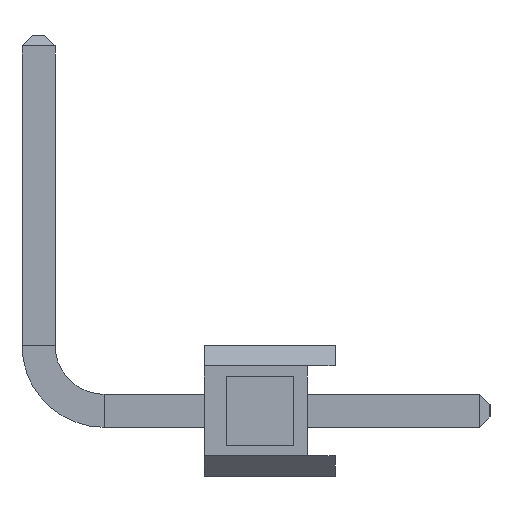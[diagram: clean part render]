
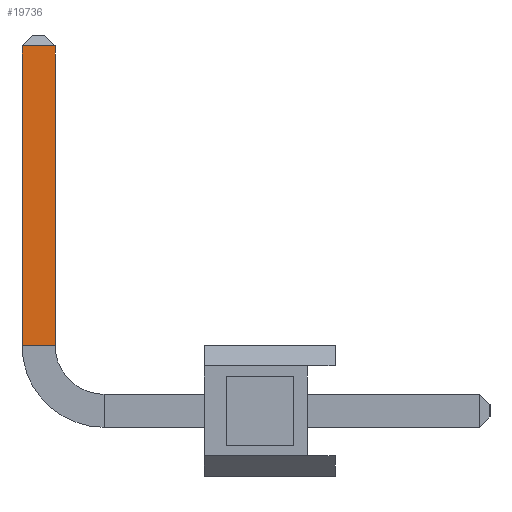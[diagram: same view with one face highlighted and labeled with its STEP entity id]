
A CAD part, left-side view. The second image highlights one B-rep face of the part: STEP entity #19736.
In plain terms, the highlighted planar face has unit normal (-1, 0, 0).
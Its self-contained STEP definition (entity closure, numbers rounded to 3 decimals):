
#2114 = VECTOR ( 'NONE', #24120, 1000. ) ;
#2925 = CARTESIAN_POINT ( 'NONE',  ( -0.32, 5.43, 1.27 ) ) ;
#3980 = VERTEX_POINT ( 'NONE', #13331 ) ;
#4105 = VECTOR ( 'NONE', #32396, 1000. ) ;
#5934 = ORIENTED_EDGE ( 'NONE', *, *, #15078, .T. ) ;
#6530 = EDGE_LOOP ( 'NONE', ( #25315, #10370, #17894, #5934 ) ) ;
#7109 = DIRECTION ( 'NONE',  ( 0., 0., 1. ) ) ;
#7642 = DIRECTION ( 'NONE',  ( 0., 1., 0. ) ) ;
#10370 = ORIENTED_EDGE ( 'NONE', *, *, #34200, .T. ) ;
#10409 = LINE ( 'NONE', #17689, #21099 ) ;
#12405 = CARTESIAN_POINT ( 'NONE',  ( -0.32, 6.07, 1.27 ) ) ;
#12496 = LINE ( 'NONE', #26755, #2114 ) ;
#13331 = CARTESIAN_POINT ( 'NONE',  ( -0.32, 5.43, 7.07 ) ) ;
#13867 = VERTEX_POINT ( 'NONE', #12405 ) ;
#15078 = EDGE_CURVE ( 'NONE', #13867, #27979, #30470, .T. ) ;
#15490 = DIRECTION ( 'NONE',  ( -1., 0., 0. ) ) ;
#17606 = VERTEX_POINT ( 'NONE', #20779 ) ;
#17689 = CARTESIAN_POINT ( 'NONE',  ( -0.32, 6.07, 1.27 ) ) ;
#17894 = ORIENTED_EDGE ( 'NONE', *, *, #23569, .F. ) ;
#18112 = CARTESIAN_POINT ( 'NONE',  ( -0.32, 6.07, 7.07 ) ) ;
#19048 = VECTOR ( 'NONE', #7642, 1000. ) ;
#19736 = ADVANCED_FACE ( 'NONE', ( #30389 ), #33673, .T. ) ;
#20333 = DIRECTION ( 'NONE',  ( 0., -1., 0. ) ) ;
#20779 = CARTESIAN_POINT ( 'NONE',  ( -0.32, 6.07, 7.07 ) ) ;
#21099 = VECTOR ( 'NONE', #7109, 1000. ) ;
#22355 = LINE ( 'NONE', #18112, #19048 ) ;
#23569 = EDGE_CURVE ( 'NONE', #13867, #17606, #10409, .T. ) ;
#24120 = DIRECTION ( 'NONE',  ( 0., 0., 1. ) ) ;
#24729 = CARTESIAN_POINT ( 'NONE',  ( -0.32, 6.07, 1.27 ) ) ;
#24831 = AXIS2_PLACEMENT_3D ( 'NONE', #30928, #15490, #20333 ) ;
#25315 = ORIENTED_EDGE ( 'NONE', *, *, #32191, .T. ) ;
#26755 = CARTESIAN_POINT ( 'NONE',  ( -0.32, 5.43, 1.27 ) ) ;
#27979 = VERTEX_POINT ( 'NONE', #2925 ) ;
#30389 = FACE_OUTER_BOUND ( 'NONE', #6530, .T. ) ;
#30470 = LINE ( 'NONE', #24729, #4105 ) ;
#30928 = CARTESIAN_POINT ( 'NONE',  ( -0.32, 6.07, 1.27 ) ) ;
#32191 = EDGE_CURVE ( 'NONE', #27979, #3980, #12496, .T. ) ;
#32396 = DIRECTION ( 'NONE',  ( 0., -1., 0. ) ) ;
#33673 = PLANE ( 'NONE',  #24831 ) ;
#34200 = EDGE_CURVE ( 'NONE', #3980, #17606, #22355, .T. ) ;
